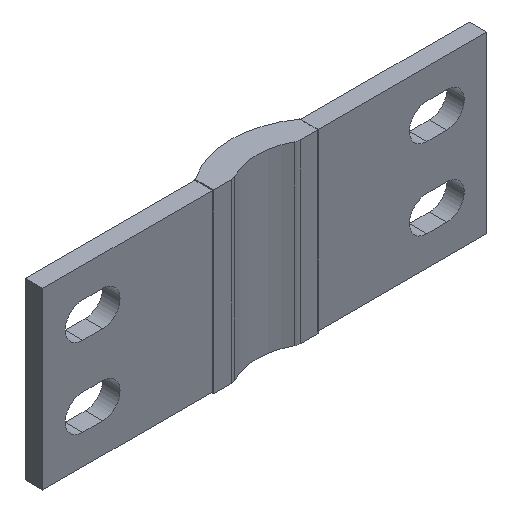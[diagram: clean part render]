
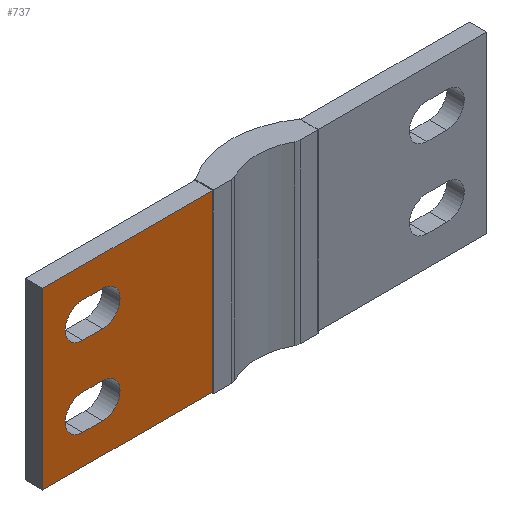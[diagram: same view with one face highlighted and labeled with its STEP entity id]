
A CAD part, isometric view. The second image highlights one B-rep face of the part: STEP entity #737.
In plain terms, the highlighted planar face has unit normal (0, -1, 0).
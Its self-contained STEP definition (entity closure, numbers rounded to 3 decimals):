
#18=FACE_BOUND('',#138,.T.);
#19=FACE_BOUND('',#139,.T.);
#35=CIRCLE('',#767,3.5);
#37=CIRCLE('',#771,3.5);
#43=CIRCLE('',#783,3.5);
#45=CIRCLE('',#787,3.5);
#95=FACE_OUTER_BOUND('',#137,.T.);
#137=EDGE_LOOP('',(#601,#602,#603,#604));
#138=EDGE_LOOP('',(#605,#606,#607,#608));
#139=EDGE_LOOP('',(#609,#610,#611,#612));
#157=LINE('',#1035,#235);
#162=LINE('',#1049,#240);
#173=LINE('',#1083,#251);
#178=LINE('',#1097,#256);
#211=LINE('',#1184,#289);
#220=LINE('',#1204,#298);
#222=LINE('',#1207,#300);
#223=LINE('',#1208,#301);
#235=VECTOR('',#831,10.);
#240=VECTOR('',#844,10.);
#251=VECTOR('',#879,10.);
#256=VECTOR('',#892,10.);
#289=VECTOR('',#967,10.);
#298=VECTOR('',#982,10.);
#300=VECTOR('',#986,10.);
#301=VECTOR('',#987,10.);
#313=VERTEX_POINT('',#1033);
#314=VERTEX_POINT('',#1034);
#317=VERTEX_POINT('',#1042);
#319=VERTEX_POINT('',#1048);
#329=VERTEX_POINT('',#1081);
#330=VERTEX_POINT('',#1082);
#333=VERTEX_POINT('',#1090);
#335=VERTEX_POINT('',#1096);
#366=VERTEX_POINT('',#1178);
#368=VERTEX_POINT('',#1182);
#375=VERTEX_POINT('',#1201);
#376=VERTEX_POINT('',#1203);
#381=EDGE_CURVE('',#313,#314,#157,.T.);
#385=EDGE_CURVE('',#314,#317,#35,.T.);
#388=EDGE_CURVE('',#317,#319,#162,.T.);
#391=EDGE_CURVE('',#319,#313,#37,.T.);
#405=EDGE_CURVE('',#329,#330,#173,.T.);
#409=EDGE_CURVE('',#330,#333,#43,.T.);
#412=EDGE_CURVE('',#333,#335,#178,.T.);
#415=EDGE_CURVE('',#335,#329,#45,.T.);
#456=EDGE_CURVE('',#366,#368,#211,.T.);
#465=EDGE_CURVE('',#375,#376,#220,.T.);
#467=EDGE_CURVE('',#366,#375,#222,.T.);
#468=EDGE_CURVE('',#376,#368,#223,.T.);
#601=ORIENTED_EDGE('',*,*,#465,.F.);
#602=ORIENTED_EDGE('',*,*,#467,.F.);
#603=ORIENTED_EDGE('',*,*,#456,.T.);
#604=ORIENTED_EDGE('',*,*,#468,.F.);
#605=ORIENTED_EDGE('',*,*,#388,.T.);
#606=ORIENTED_EDGE('',*,*,#391,.T.);
#607=ORIENTED_EDGE('',*,*,#381,.T.);
#608=ORIENTED_EDGE('',*,*,#385,.T.);
#609=ORIENTED_EDGE('',*,*,#412,.T.);
#610=ORIENTED_EDGE('',*,*,#415,.T.);
#611=ORIENTED_EDGE('',*,*,#405,.T.);
#612=ORIENTED_EDGE('',*,*,#409,.T.);
#702=PLANE('',#810);
#737=ADVANCED_FACE('',(#95,#18,#19),#702,.T.);
#767=AXIS2_PLACEMENT_3D('',#1043,#837,#838);
#771=AXIS2_PLACEMENT_3D('',#1054,#849,#850);
#783=AXIS2_PLACEMENT_3D('',#1091,#885,#886);
#787=AXIS2_PLACEMENT_3D('',#1102,#897,#898);
#810=AXIS2_PLACEMENT_3D('',#1206,#984,#985);
#831=DIRECTION('',(-1.,0.,0.));
#837=DIRECTION('center_axis',(0.,1.,0.));
#838=DIRECTION('ref_axis',(0.,0.,-1.));
#844=DIRECTION('',(1.,0.,0.));
#849=DIRECTION('center_axis',(0.,1.,0.));
#850=DIRECTION('ref_axis',(0.,0.,1.));
#879=DIRECTION('',(-1.,0.,0.));
#885=DIRECTION('center_axis',(0.,1.,0.));
#886=DIRECTION('ref_axis',(0.,0.,-1.));
#892=DIRECTION('',(1.,0.,0.));
#897=DIRECTION('center_axis',(0.,1.,0.));
#898=DIRECTION('ref_axis',(0.,0.,1.));
#967=DIRECTION('',(0.,0.,1.));
#982=DIRECTION('',(0.,0.,1.));
#984=DIRECTION('center_axis',(0.,-1.,0.));
#985=DIRECTION('ref_axis',(1.,0.,0.));
#986=DIRECTION('',(-1.,0.,0.));
#987=DIRECTION('',(1.,0.,0.));
#1033=CARTESIAN_POINT('',(-32.5,-1.75,22.));
#1034=CARTESIAN_POINT('',(-36.5,-1.75,22.));
#1035=CARTESIAN_POINT('',(-37.875,-1.75,22.));
#1042=CARTESIAN_POINT('',(-36.5,-1.75,29.));
#1043=CARTESIAN_POINT('Origin',(-36.5,-1.75,25.5));
#1048=CARTESIAN_POINT('',(-32.5,-1.75,29.));
#1049=CARTESIAN_POINT('',(-35.875,-1.75,29.));
#1054=CARTESIAN_POINT('Origin',(-32.5,-1.75,25.5));
#1081=CARTESIAN_POINT('',(-32.5,-1.75,6.));
#1082=CARTESIAN_POINT('',(-36.5,-1.75,6.));
#1083=CARTESIAN_POINT('',(-37.875,-1.75,6.));
#1090=CARTESIAN_POINT('',(-36.5,-1.75,13.));
#1091=CARTESIAN_POINT('Origin',(-36.5,-1.75,9.5));
#1096=CARTESIAN_POINT('',(-32.5,-1.75,13.));
#1097=CARTESIAN_POINT('',(-35.875,-1.75,13.));
#1102=CARTESIAN_POINT('Origin',(-32.5,-1.75,9.5));
#1178=CARTESIAN_POINT('',(-10.5,-1.75,0.));
#1182=CARTESIAN_POINT('',(-10.5,-1.75,35.));
#1184=CARTESIAN_POINT('',(-10.5,-1.75,17.5));
#1201=CARTESIAN_POINT('',(-44.5,-1.75,0.));
#1203=CARTESIAN_POINT('',(-44.5,-1.75,35.));
#1204=CARTESIAN_POINT('',(-44.5,-1.75,34.9));
#1206=CARTESIAN_POINT('Origin',(-39.25,-1.75,0.));
#1207=CARTESIAN_POINT('',(39.25,-1.75,0.));
#1208=CARTESIAN_POINT('',(39.25,-1.75,35.));
